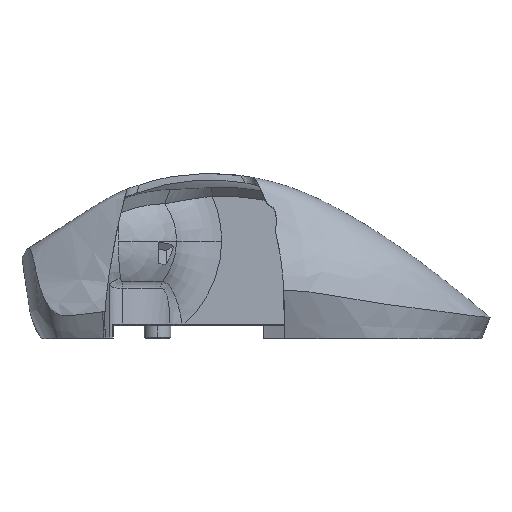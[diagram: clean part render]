
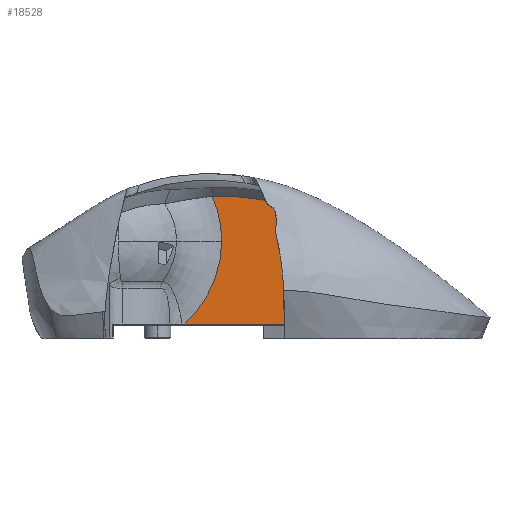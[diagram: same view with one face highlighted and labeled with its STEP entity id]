
A CAD part, left-side view. The second image highlights one B-rep face of the part: STEP entity #18528.
In plain terms, the highlighted planar face has unit normal (-1, 0, 0).
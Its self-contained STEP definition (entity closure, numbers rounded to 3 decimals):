
#15017=CARTESIAN_POINT('',(-28.65,-8.217,28.594));
#15018=VERTEX_POINT('',#15017);
#15042=CARTESIAN_POINT('',(-28.65,21.946,28.594));
#15043=VERTEX_POINT('',#15042);
#15052=CARTESIAN_POINT('',(-28.65,21.946,28.594));
#15053=DIRECTION('',(-0.,-1.,0.));
#15054=VECTOR('',#15053,30.163);
#15055=LINE('',#15052,#15054);
#15056=EDGE_CURVE('NONE',#15043,#15018,#15055,.T.);
#16888=CARTESIAN_POINT('',(-28.65,13.531,66.898));
#16889=VERTEX_POINT('',#16888);
#17097=CARTESIAN_POINT('',(-28.65,-8.217,64.258));
#17098=VERTEX_POINT('',#17097);
#17137=CARTESIAN_POINT('',(-28.65,-8.217,64.258));
#17138=CARTESIAN_POINT('',(-28.65,-7.783,64.388));
#17139=CARTESIAN_POINT('',(-28.65,-7.125,64.576));
#17140=CARTESIAN_POINT('',(-28.65,-6.346,64.784));
#17141=CARTESIAN_POINT('',(-28.65,-5.954,64.886));
#17142=CARTESIAN_POINT('',(-28.65,-5.785,64.929));
#17143=CARTESIAN_POINT('',(-28.65,-5.672,64.957));
#17144=CARTESIAN_POINT('',(-28.65,-5.615,64.972));
#17145=CARTESIAN_POINT('',(-28.65,-5.117,65.096));
#17146=CARTESIAN_POINT('',(-28.65,-4.451,65.254));
#17147=CARTESIAN_POINT('',(-28.65,-3.668,65.427));
#17148=CARTESIAN_POINT('',(-28.65,-3.331,65.499));
#17149=CARTESIAN_POINT('',(-28.65,-3.107,65.546));
#17150=CARTESIAN_POINT('',(-28.65,-2.993,65.57));
#17151=CARTESIAN_POINT('',(-28.65,-1.994,65.774));
#17152=CARTESIAN_POINT('',(-28.65,-0.652,66.02));
#17153=CARTESIAN_POINT('',(-28.65,0.933,66.259));
#17154=CARTESIAN_POINT('',(-28.65,1.73,66.368));
#17155=CARTESIAN_POINT('',(-28.65,2.073,66.412));
#17156=CARTESIAN_POINT('',(-28.65,2.302,66.44));
#17157=CARTESIAN_POINT('',(-28.65,2.418,66.454));
#17158=CARTESIAN_POINT('',(-28.65,2.983,66.522));
#17159=CARTESIAN_POINT('',(-28.65,3.663,66.598));
#17160=CARTESIAN_POINT('',(-28.65,4.462,66.674));
#17161=CARTESIAN_POINT('',(-28.65,4.806,66.704));
#17162=CARTESIAN_POINT('',(-28.65,5.035,66.724));
#17163=CARTESIAN_POINT('',(-28.65,5.148,66.734));
#17164=CARTESIAN_POINT('',(-28.65,5.73,66.781));
#17165=CARTESIAN_POINT('',(-28.65,6.423,66.83));
#17166=CARTESIAN_POINT('',(-28.65,7.108,66.868));
#17167=CARTESIAN_POINT('',(-28.65,7.563,66.891));
#17168=CARTESIAN_POINT('',(-28.65,7.788,66.901));
#17169=CARTESIAN_POINT('',(-28.65,8.924,66.945));
#17170=CARTESIAN_POINT('',(-28.65,9.842,66.962));
#17171=CARTESIAN_POINT('',(-28.65,11.704,66.96));
#17172=CARTESIAN_POINT('',(-28.65,12.623,66.939));
#17173=CARTESIAN_POINT('',(-28.65,13.531,66.898));
#17174=B_SPLINE_CURVE_WITH_KNOTS('',3,(#17137,#17138,#17139,#17140,#17141,#17142,#17143,#17144,#17145,#17146,#17147,#17148,#17149,#17150,#17151,#17152,#17153,#17154,#17155,#17156,#17157,#17158,#17159,#17160,#17161,#17162,
#17163,#17164,#17165,#17166,#17167,#17168,#17169,#17170,#17171,#17172,#17173),.UNSPECIFIED.,.F.,.F.,(4,1,1,1,2,2,1,1,2,2,1,1,1,2,2,1,1,2,2,1,2,2,2,4),(0.,0.063,0.094,0.109,0.117,0.125,0.188,0.219,0.234,0.25,0.375,0.438,0.469,0.484,0.5,0.563,0.594,0.609,0.625,0.688,0.719,0.75,0.875,1.),.UNSPECIFIED.);
#17175=EDGE_CURVE('NONE',#17098,#16889,#17174,.T.);
#18386=CARTESIAN_POINT('',(-28.65,10.678,53.461));
#18387=VERTEX_POINT('',#18386);
#18404=CARTESIAN_POINT('',(-28.65,43.753,53.461));
#18405=DIRECTION('',(1.,-0.,-0.));
#18406=DIRECTION('',(-0.,-1.,0.));
#18407=AXIS2_PLACEMENT_3D('',#18404,#18405,#18406);
#18408=CIRCLE('',#18407,33.075);
#18409=EDGE_CURVE('NONE',#18387,#15043,#18408,.T.);
#18505=CARTESIAN_POINT('',(-28.65,-8.217,74.638));
#18506=DIRECTION('',(-1.,0.,0.));
#18507=DIRECTION('',(-0.,-1.,0.));
#18508=AXIS2_PLACEMENT_3D('',#18505,#18506,#18507);
#18509=PLANE('',#18508);
#18510=CARTESIAN_POINT('',(-28.65,43.753,53.461));
#18511=DIRECTION('',(1.,-0.,-0.));
#18512=DIRECTION('',(-0.,-1.,0.));
#18513=AXIS2_PLACEMENT_3D('',#18510,#18511,#18512);
#18514=CIRCLE('',#18513,33.075);
#18515=EDGE_CURVE('NONE',#16889,#18387,#18514,.T.);
#18516=ORIENTED_EDGE('',*,*,#18515,.T.);
#18517=ORIENTED_EDGE('',*,*,#18409,.T.);
#18518=ORIENTED_EDGE('',*,*,#15056,.T.);
#18519=CARTESIAN_POINT('',(-28.65,-8.217,64.258));
#18520=DIRECTION('',(-0.,-0.,-1.));
#18521=VECTOR('',#18520,35.664);
#18522=LINE('',#18519,#18521);
#18523=EDGE_CURVE('NONE',#17098,#15018,#18522,.T.);
#18524=ORIENTED_EDGE('',*,*,#18523,.F.);
#18525=ORIENTED_EDGE('',*,*,#17175,.T.);
#18526=EDGE_LOOP('',(#18516,#18517,#18518,#18524,#18525));
#18527=FACE_BOUND('',#18526,.T.);
#18528=ADVANCED_FACE('NONE',(#18527),#18509,.T.);
